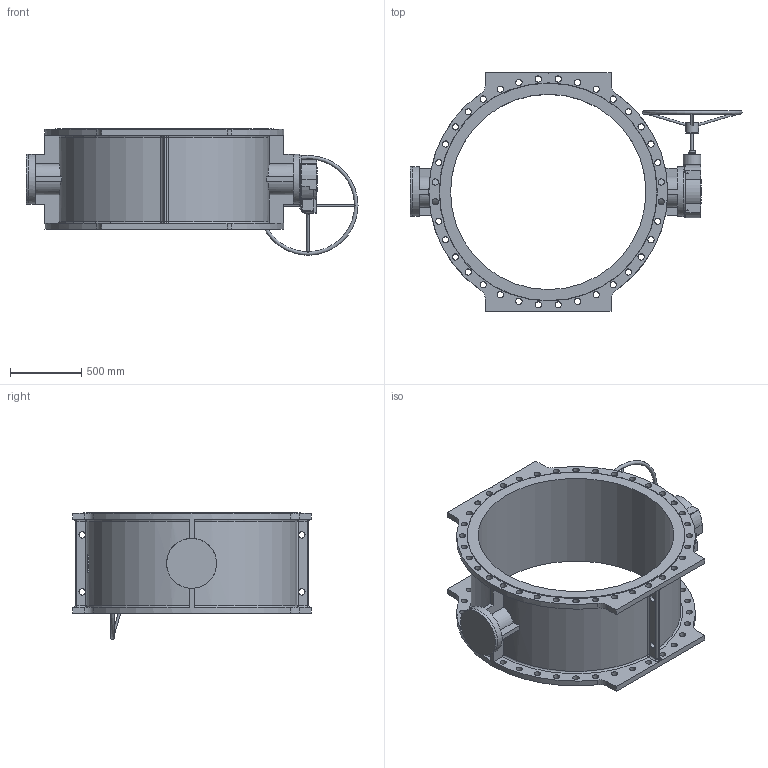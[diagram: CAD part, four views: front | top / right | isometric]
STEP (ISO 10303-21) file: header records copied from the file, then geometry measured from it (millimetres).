
FILE_DESCRIPTION (( 'STEP AP203' ), '1' );
FILE_NAME ('O_756_1_DN1400_0XXXXXX_AA0.step', '2018-04-13T05:53:24', ( 'Windows User' ), ( 'AVK' ), 'SwSTEP 2.0', 'SolidWorks 2012', '' );
FILE_SCHEMA (( 'CONFIG_CONTROL_DESIGN' ));
Length unit declared in the file: millimetre
Products named in the file (1): O_756_1_DN1400_0XXXXXX_AA0
Bounding box: 2328.95 x 1675 x 886.95 mm (x, y, z)
Volume: 251446040.9 mm3; surface area: 10848241 mm2
Topology: 1 solids, 1 shells, 436 faces, 1239 edges, 818 vertices
Faces by surface type: cylinder 187, plane 124, bspline 91, torus 20, sphere 8, cone 6
Full cylindrical faces by diameter (mm): 16 x4, 20 x1, 44 x72, 45 x4, 90 x1, 124 x1, 170 x1, 340 x1, 350 x3, 1371 x1, 1530 x2
Entity records: 20070 total; most frequent: CARTESIAN_POINT 9809, ORIENTED_EDGE 2098, DIRECTION 1890, EDGE_CURVE 1049, AXIS2_PLACEMENT_3D 768, VERTEX_POINT 729, EDGE_LOOP 710, FACE_OUTER_BOUND 532
